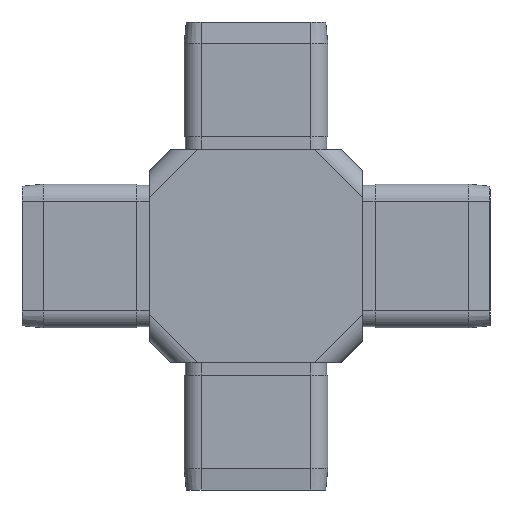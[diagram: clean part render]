
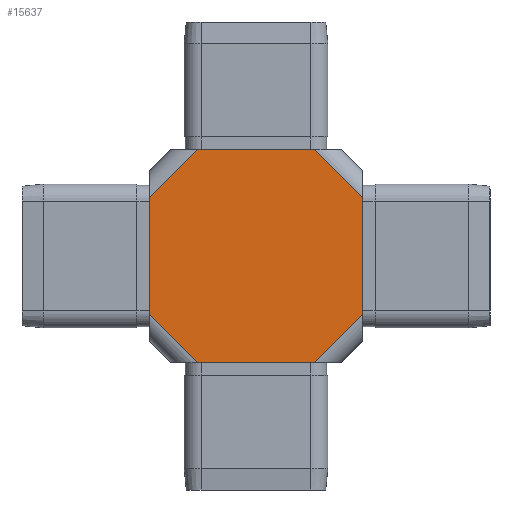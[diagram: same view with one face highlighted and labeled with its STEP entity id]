
A CAD part, left-side view. The second image highlights one B-rep face of the part: STEP entity #15637.
In plain terms, the highlighted planar face has unit normal (-1, 0, 0).
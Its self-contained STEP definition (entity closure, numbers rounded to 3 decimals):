
#22 = DIRECTION ( 'NONE',  ( 0., 0., -1. ) ) ;
#789 = CARTESIAN_POINT ( 'NONE',  ( -20., 25., -25. ) ) ;
#1004 = VECTOR ( 'NONE', #13768, 1000. ) ;
#1896 = VERTEX_POINT ( 'NONE', #24468 ) ;
#1945 = ORIENTED_EDGE ( 'NONE', *, *, #26576, .T. ) ;
#1966 = CARTESIAN_POINT ( 'NONE',  ( -20., -21.818, -16.818 ) ) ;
#2604 = LINE ( 'NONE', #7830, #16535 ) ;
#4315 = VECTOR ( 'NONE', #21734, 1000. ) ;
#4494 = CARTESIAN_POINT ( 'NONE',  ( -20., 25., 25. ) ) ;
#4535 = VECTOR ( 'NONE', #29174, 1000. ) ;
#4600 = EDGE_CURVE ( 'NONE', #17930, #1896, #2604, .T. ) ;
#5833 = DIRECTION ( 'NONE',  ( 0., 0.707, -0.707 ) ) ;
#5923 = LINE ( 'NONE', #7242, #19867 ) ;
#6799 = LINE ( 'NONE', #789, #1004 ) ;
#6924 = FACE_OUTER_BOUND ( 'NONE', #11412, .T. ) ;
#7242 = CARTESIAN_POINT ( 'NONE',  ( -20., 25., 25. ) ) ;
#7660 = CARTESIAN_POINT ( 'NONE',  ( -20., -13.636, 25. ) ) ;
#7830 = CARTESIAN_POINT ( 'NONE',  ( -20., 16.818, -21.818 ) ) ;
#9111 = EDGE_CURVE ( 'NONE', #14532, #17930, #5923, .T. ) ;
#9203 = DIRECTION ( 'NONE',  ( 0., -0.707, 0.707 ) ) ;
#9497 = ORIENTED_EDGE ( 'NONE', *, *, #30535, .F. ) ;
#9604 = CARTESIAN_POINT ( 'NONE',  ( -20., 25., 13.636 ) ) ;
#9630 = DIRECTION ( 'NONE',  ( 0., 1., 0. ) ) ;
#9914 = ORIENTED_EDGE ( 'NONE', *, *, #18301, .T. ) ;
#10208 = CARTESIAN_POINT ( 'NONE',  ( -20., -13.636, -25. ) ) ;
#11019 = EDGE_CURVE ( 'NONE', #18275, #24803, #11267, .T. ) ;
#11125 = LINE ( 'NONE', #21787, #4535 ) ;
#11267 = LINE ( 'NONE', #4494, #4315 ) ;
#11412 = EDGE_LOOP ( 'NONE', ( #12927, #12463, #14822, #19329, #9497, #9914, #14169, #1945 ) ) ;
#12151 = DIRECTION ( 'NONE',  ( 1., 0., 0. ) ) ;
#12463 = ORIENTED_EDGE ( 'NONE', *, *, #4600, .T. ) ;
#12464 = PLANE ( 'NONE',  #30210 ) ;
#12927 = ORIENTED_EDGE ( 'NONE', *, *, #9111, .T. ) ;
#13232 = CARTESIAN_POINT ( 'NONE',  ( -20., 21.818, 16.818 ) ) ;
#13768 = DIRECTION ( 'NONE',  ( 0., -1., 0. ) ) ;
#14169 = ORIENTED_EDGE ( 'NONE', *, *, #11019, .F. ) ;
#14532 = VERTEX_POINT ( 'NONE', #9604 ) ;
#14822 = ORIENTED_EDGE ( 'NONE', *, *, #31652, .T. ) ;
#15637 = ADVANCED_FACE ( 'NONE', ( #6924 ), #12464, .F. ) ;
#16535 = VECTOR ( 'NONE', #27638, 1000. ) ;
#17031 = EDGE_CURVE ( 'NONE', #26424, #19159, #22307, .T. ) ;
#17930 = VERTEX_POINT ( 'NONE', #30460 ) ;
#17974 = VECTOR ( 'NONE', #5833, 1000. ) ;
#18275 = VERTEX_POINT ( 'NONE', #29711 ) ;
#18301 = EDGE_CURVE ( 'NONE', #22279, #24803, #23643, .T. ) ;
#18449 = VECTOR ( 'NONE', #9203, 1000. ) ;
#19159 = VERTEX_POINT ( 'NONE', #27473 ) ;
#19329 = ORIENTED_EDGE ( 'NONE', *, *, #17031, .T. ) ;
#19540 = CARTESIAN_POINT ( 'NONE',  ( -20., 25., 25. ) ) ;
#19867 = VECTOR ( 'NONE', #22, 1000. ) ;
#21734 = DIRECTION ( 'NONE',  ( 0., -1., 0. ) ) ;
#21787 = CARTESIAN_POINT ( 'NONE',  ( -20., -25., 25. ) ) ;
#22279 = VERTEX_POINT ( 'NONE', #30910 ) ;
#22307 = LINE ( 'NONE', #1966, #18449 ) ;
#22564 = CARTESIAN_POINT ( 'NONE',  ( -20., -16.818, 21.818 ) ) ;
#23643 = LINE ( 'NONE', #22564, #25579 ) ;
#24468 = CARTESIAN_POINT ( 'NONE',  ( -20., 13.636, -25. ) ) ;
#24803 = VERTEX_POINT ( 'NONE', #7660 ) ;
#25579 = VECTOR ( 'NONE', #27099, 1000. ) ;
#26424 = VERTEX_POINT ( 'NONE', #10208 ) ;
#26576 = EDGE_CURVE ( 'NONE', #18275, #14532, #31064, .T. ) ;
#27099 = DIRECTION ( 'NONE',  ( 0., 0.707, 0.707 ) ) ;
#27473 = CARTESIAN_POINT ( 'NONE',  ( -20., -25., -13.636 ) ) ;
#27638 = DIRECTION ( 'NONE',  ( 0., -0.707, -0.707 ) ) ;
#29174 = DIRECTION ( 'NONE',  ( 0., 0., -1. ) ) ;
#29711 = CARTESIAN_POINT ( 'NONE',  ( -20., 13.636, 25. ) ) ;
#30210 = AXIS2_PLACEMENT_3D ( 'NONE', #19540, #12151, #9630 ) ;
#30460 = CARTESIAN_POINT ( 'NONE',  ( -20., 25., -13.636 ) ) ;
#30535 = EDGE_CURVE ( 'NONE', #22279, #19159, #11125, .T. ) ;
#30910 = CARTESIAN_POINT ( 'NONE',  ( -20., -25., 13.636 ) ) ;
#31064 = LINE ( 'NONE', #13232, #17974 ) ;
#31652 = EDGE_CURVE ( 'NONE', #1896, #26424, #6799, .T. ) ;
